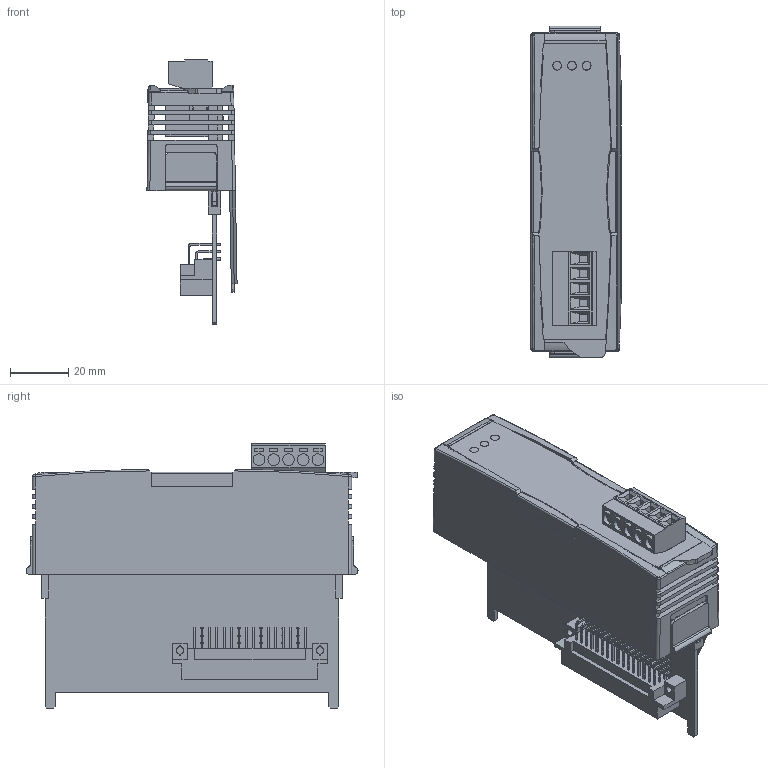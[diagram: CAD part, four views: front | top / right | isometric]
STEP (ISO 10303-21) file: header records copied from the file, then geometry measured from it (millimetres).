
FILE_DESCRIPTION (( 'STEP AP203' ), '1' );
FILE_NAME ('i-8120.STEP', '2022-06-17T00:43:25', ( 'Windows 使用者' ), ( '' ), 'SwSTEP 2.0', 'SolidWorks 2020', '' );
FILE_SCHEMA (( 'CONFIG_CONTROL_DESIGN' ));
Length unit declared in the file: millimetre
Products named in the file (10): i-8120; 4SIP8A01L002G; 8000導光柱; LED-UP-3P; Block-5.08-5pin-M; i-8120_面板; 8000固定扣; 8K_37Pin; Molex-48pin-90D; DC-PowerPin(5.08)-5pin
Assembly tree (12 placements, depth 2):
  i-8120
    i-8120_面板
    4SIP8A01L002G
    8000固定扣  x2
    DC-PowerPin(5.08)-5pin
    Block-5.08-5pin-M
    LED-UP-3P
    8K_37Pin
    Molex-48pin-90D
    8000導光柱  x3
Bounding box: 31.06 x 114.4 x 91 mm (x, y, z)
Volume: 50703.5 mm3; surface area: 62650.6 mm2
Topology: 12 solids, 14 shells, 2415 faces, 6279 edges, 4003 vertices
Faces by surface type: plane 1878, cylinder 495, bspline 18, sphere 11, cone 10, torus 3
Entity records: 73439 total; most frequent: CARTESIAN_POINT 13398, ORIENTED_EDGE 12296, DIRECTION 12061, EDGE_CURVE 6148, LINE 4725, VECTOR 4725, VERTEX_POINT 3920, AXIS2_PLACEMENT_3D 3668
